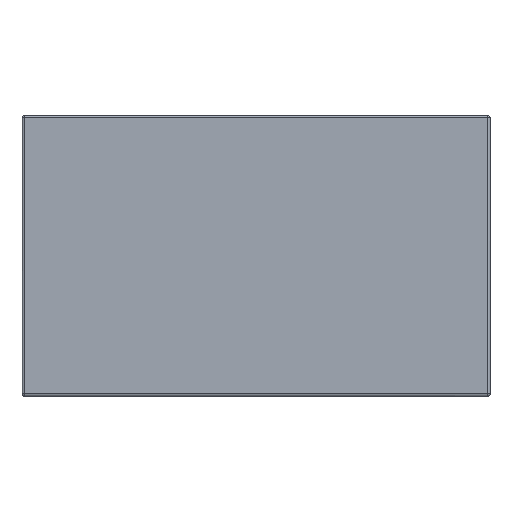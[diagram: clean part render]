
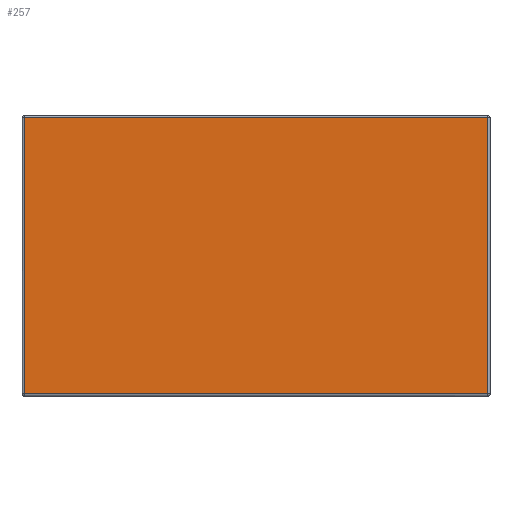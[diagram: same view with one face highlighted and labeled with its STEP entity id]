
A CAD part, top view. The second image highlights one B-rep face of the part: STEP entity #257.
In plain terms, the highlighted planar face has unit normal (0, 0, 1).
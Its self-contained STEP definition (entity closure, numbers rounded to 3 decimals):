
#257=ADVANCED_FACE('',(#447),#5345,.T.);
#447=FACE_OUTER_BOUND('',#639,.T.);
#639=EDGE_LOOP('',(#1250,#1251,#1252,#1253));
#1250=ORIENTED_EDGE('',*,*,#3838,.T.);
#1251=ORIENTED_EDGE('',*,*,#3839,.T.);
#1252=ORIENTED_EDGE('',*,*,#3840,.T.);
#1253=ORIENTED_EDGE('',*,*,#3841,.T.);
#2114=PCURVE('',#5345,#2906);
#2115=PCURVE('',#5345,#2907);
#2116=PCURVE('',#5345,#2908);
#2117=PCURVE('',#5345,#2909);
#2172=PCURVE('',#5307,#2964);
#2185=PCURVE('',#5310,#2977);
#2186=PCURVE('',#5311,#2978);
#2190=PCURVE('',#5312,#2982);
#2906=DEFINITIONAL_REPRESENTATION('',(#4735),#9929);
#2907=DEFINITIONAL_REPRESENTATION('',(#4737),#9929);
#2908=DEFINITIONAL_REPRESENTATION('',(#4739),#9929);
#2909=DEFINITIONAL_REPRESENTATION('',(#4741),#9929);
#2964=DEFINITIONAL_REPRESENTATION('',(#4812),#9929);
#2977=DEFINITIONAL_REPRESENTATION('',(#4825),#9929);
#2978=DEFINITIONAL_REPRESENTATION('',(#4826),#9929);
#2982=DEFINITIONAL_REPRESENTATION('',(#4830),#9929);
#3442=SURFACE_CURVE('',#4734,(#2114,#2172),.PCURVE_S1.);
#3443=SURFACE_CURVE('',#4736,(#2115,#2185),.PCURVE_S1.);
#3444=SURFACE_CURVE('',#4738,(#2116,#2186),.PCURVE_S1.);
#3445=SURFACE_CURVE('',#4740,(#2117,#2190),.PCURVE_S1.);
#3838=EDGE_CURVE('',#5210,#5212,#3442,.T.);
#3839=EDGE_CURVE('',#5212,#5213,#3443,.T.);
#3840=EDGE_CURVE('',#5213,#5211,#3444,.T.);
#3841=EDGE_CURVE('',#5211,#5210,#3445,.T.);
#4734=B_SPLINE_CURVE_WITH_KNOTS('',1,(#9066,#9067),.UNSPECIFIED.,.F.,.F.,
(2,2),(0.005,0.595),.UNSPECIFIED.);
#4735=B_SPLINE_CURVE_WITH_KNOTS('',3,(#9068,#9069,#9070,#9071),
 .UNSPECIFIED.,.F.,.F.,(4,4),(0.005,0.595),.UNSPECIFIED.);
#4736=B_SPLINE_CURVE_WITH_KNOTS('',1,(#9072,#9073),.UNSPECIFIED.,.F.,.F.,
(2,2),(0.005,0.995),.UNSPECIFIED.);
#4737=B_SPLINE_CURVE_WITH_KNOTS('',3,(#9074,#9075,#9076,#9077),
 .UNSPECIFIED.,.F.,.F.,(4,4),(0.005,0.995),.UNSPECIFIED.);
#4738=B_SPLINE_CURVE_WITH_KNOTS('',1,(#9078,#9079),.UNSPECIFIED.,.F.,.F.,
(2,2),(-0.595,-0.005),.UNSPECIFIED.);
#4739=B_SPLINE_CURVE_WITH_KNOTS('',3,(#9080,#9081,#9082,#9083),
 .UNSPECIFIED.,.F.,.F.,(4,4),(-0.595,-0.005),.UNSPECIFIED.);
#4740=B_SPLINE_CURVE_WITH_KNOTS('',1,(#9084,#9085),.UNSPECIFIED.,.F.,.F.,
(2,2),(-0.995,-0.005),.UNSPECIFIED.);
#4741=B_SPLINE_CURVE_WITH_KNOTS('',3,(#9086,#9087,#9088,#9089),
 .UNSPECIFIED.,.F.,.F.,(4,4),(-0.995,-0.005),.UNSPECIFIED.);
#4812=B_SPLINE_CURVE_WITH_KNOTS('',1,(#9271,#9272),.UNSPECIFIED.,.F.,.F.,
(2,2),(0.005,0.595),.UNSPECIFIED.);
#4825=B_SPLINE_CURVE_WITH_KNOTS('',1,(#9318,#9319),.UNSPECIFIED.,.F.,.F.,
(2,2),(0.005,0.995),.UNSPECIFIED.);
#4826=B_SPLINE_CURVE_WITH_KNOTS('',1,(#9320,#9321),.UNSPECIFIED.,.F.,.F.,
(2,2),(-0.595,-0.005),.UNSPECIFIED.);
#4830=B_SPLINE_CURVE_WITH_KNOTS('',1,(#9334,#9335),.UNSPECIFIED.,.F.,.F.,
(2,2),(-0.995,-0.005),.UNSPECIFIED.);
#5210=VERTEX_POINT('',#7976);
#5211=VERTEX_POINT('',#7977);
#5212=VERTEX_POINT('',#7978);
#5213=VERTEX_POINT('',#7979);
#5307=(
BOUNDED_SURFACE()
B_SPLINE_SURFACE(1,2,((#7636,#7637,#7638),(#7639,#7640,#7641)),
 .UNSPECIFIED.,.F.,.F.,.F.)
B_SPLINE_SURFACE_WITH_KNOTS((2,2),(3,3),(-0.1,0.7),(0.,0.008),
 .UNSPECIFIED.)
GEOMETRIC_REPRESENTATION_ITEM()
RATIONAL_B_SPLINE_SURFACE(((1.,0.707,1.),(1.,0.707,
1.)))
REPRESENTATION_ITEM('')
SURFACE()
);
#5310=(
BOUNDED_SURFACE()
B_SPLINE_SURFACE(2,1,((#7654,#7655),(#7656,#7657),(#7658,#7659)),
 .UNSPECIFIED.,.F.,.F.,.F.)
B_SPLINE_SURFACE_WITH_KNOTS((3,3),(2,2),(0.,0.008),(-0.1,1.101),
 .UNSPECIFIED.)
GEOMETRIC_REPRESENTATION_ITEM()
RATIONAL_B_SPLINE_SURFACE(((1.,1.),(0.707,0.707),
(1.,1.)))
REPRESENTATION_ITEM('')
SURFACE()
);
#5311=(
BOUNDED_SURFACE()
B_SPLINE_SURFACE(1,2,((#7660,#7661,#7662),(#7663,#7664,#7665)),
 .UNSPECIFIED.,.F.,.F.,.F.)
B_SPLINE_SURFACE_WITH_KNOTS((2,2),(3,3),(-0.1,0.7),(0.,0.008),
 .UNSPECIFIED.)
GEOMETRIC_REPRESENTATION_ITEM()
RATIONAL_B_SPLINE_SURFACE(((1.,0.707,1.),(1.,0.707,
1.)))
REPRESENTATION_ITEM('')
SURFACE()
);
#5312=(
BOUNDED_SURFACE()
B_SPLINE_SURFACE(1,2,((#7666,#7667,#7668),(#7669,#7670,#7671)),
 .UNSPECIFIED.,.F.,.F.,.F.)
B_SPLINE_SURFACE_WITH_KNOTS((2,2),(3,3),(-0.1,1.101),(0.,0.008),
 .UNSPECIFIED.)
GEOMETRIC_REPRESENTATION_ITEM()
RATIONAL_B_SPLINE_SURFACE(((1.,0.707,1.),(1.,0.707,
1.)))
REPRESENTATION_ITEM('')
SURFACE()
);
#5345=PLANE('',#5499);
#5499=AXIS2_PLACEMENT_3D('',#7607,#5636,$);
#5636=DIRECTION('',(0.,0.,1.));
#7607=CARTESIAN_POINT('',(-0.5,-0.3,0.37));
#7636=CARTESIAN_POINT('',(-0.5,0.4,0.365));
#7637=CARTESIAN_POINT('',(-0.5,0.4,0.37));
#7638=CARTESIAN_POINT('',(-0.495,0.4,0.37));
#7639=CARTESIAN_POINT('',(-0.5,-0.4,0.365));
#7640=CARTESIAN_POINT('',(-0.5,-0.4,0.37));
#7641=CARTESIAN_POINT('',(-0.495,-0.4,0.37));
#7654=CARTESIAN_POINT('',(-0.6,-0.295,0.37));
#7655=CARTESIAN_POINT('',(0.601,-0.295,0.37));
#7656=CARTESIAN_POINT('',(-0.6,-0.3,0.37));
#7657=CARTESIAN_POINT('',(0.601,-0.3,0.37));
#7658=CARTESIAN_POINT('',(-0.6,-0.3,0.365));
#7659=CARTESIAN_POINT('',(0.601,-0.3,0.365));
#7660=CARTESIAN_POINT('',(0.495,0.4,0.37));
#7661=CARTESIAN_POINT('',(0.5,0.4,0.37));
#7662=CARTESIAN_POINT('',(0.5,0.4,0.365));
#7663=CARTESIAN_POINT('',(0.495,-0.4,0.37));
#7664=CARTESIAN_POINT('',(0.5,-0.4,0.37));
#7665=CARTESIAN_POINT('',(0.5,-0.4,0.365));
#7666=CARTESIAN_POINT('',(-0.6,0.295,0.37));
#7667=CARTESIAN_POINT('',(-0.6,0.3,0.37));
#7668=CARTESIAN_POINT('',(-0.6,0.3,0.365));
#7669=CARTESIAN_POINT('',(0.601,0.295,0.37));
#7670=CARTESIAN_POINT('',(0.601,0.3,0.37));
#7671=CARTESIAN_POINT('',(0.601,0.3,0.365));
#7976=CARTESIAN_POINT('',(-0.495,0.295,0.37));
#7977=CARTESIAN_POINT('',(0.495,0.295,0.37));
#7978=CARTESIAN_POINT('',(-0.495,-0.295,0.37));
#7979=CARTESIAN_POINT('',(0.495,-0.295,0.37));
#9066=CARTESIAN_POINT('',(-0.495,0.295,0.37));
#9067=CARTESIAN_POINT('',(-0.495,-0.295,0.37));
#9068=CARTESIAN_POINT('',(0.335,0.595));
#9069=CARTESIAN_POINT('',(0.335,0.398));
#9070=CARTESIAN_POINT('',(0.335,0.202));
#9071=CARTESIAN_POINT('',(0.335,0.005));
#9072=CARTESIAN_POINT('',(-0.495,-0.295,0.37));
#9073=CARTESIAN_POINT('',(0.495,-0.295,0.37));
#9074=CARTESIAN_POINT('',(0.335,0.005));
#9075=CARTESIAN_POINT('',(0.665,0.005));
#9076=CARTESIAN_POINT('',(0.995,0.005));
#9077=CARTESIAN_POINT('',(1.325,0.005));
#9078=CARTESIAN_POINT('',(0.495,-0.295,0.37));
#9079=CARTESIAN_POINT('',(0.495,0.295,0.37));
#9080=CARTESIAN_POINT('',(1.325,0.005));
#9081=CARTESIAN_POINT('',(1.325,0.202));
#9082=CARTESIAN_POINT('',(1.325,0.398));
#9083=CARTESIAN_POINT('',(1.325,0.595));
#9084=CARTESIAN_POINT('',(0.495,0.295,0.37));
#9085=CARTESIAN_POINT('',(-0.495,0.295,0.37));
#9086=CARTESIAN_POINT('',(1.325,0.595));
#9087=CARTESIAN_POINT('',(0.995,0.595));
#9088=CARTESIAN_POINT('',(0.665,0.595));
#9089=CARTESIAN_POINT('',(0.335,0.595));
#9271=CARTESIAN_POINT('',(0.005,0.008));
#9272=CARTESIAN_POINT('',(0.595,0.008));
#9318=CARTESIAN_POINT('',(0.,0.005));
#9319=CARTESIAN_POINT('',(0.,0.995));
#9320=CARTESIAN_POINT('',(0.595,0.));
#9321=CARTESIAN_POINT('',(0.005,0.));
#9334=CARTESIAN_POINT('',(0.995,0.));
#9335=CARTESIAN_POINT('',(0.005,0.));
#9929=(
GEOMETRIC_REPRESENTATION_CONTEXT(2)
PARAMETRIC_REPRESENTATION_CONTEXT()
REPRESENTATION_CONTEXT('pspace','')
);
